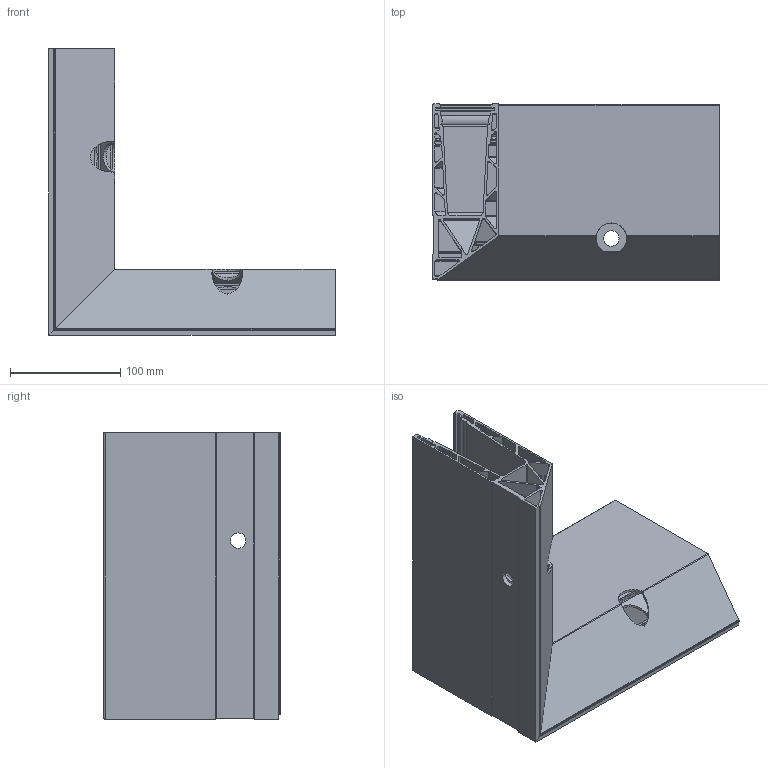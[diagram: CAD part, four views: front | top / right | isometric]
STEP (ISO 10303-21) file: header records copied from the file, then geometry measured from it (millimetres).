
FILE_DESCRIPTION (( 'STEP AP214' ), '1' );
FILE_NAME ('AL-0011-LIGHT-N-E-90-IN.STEP', '2024-06-27T12:53:16', ( '' ), ( '' ), 'SwSTEP 2.0', 'SolidWorks 2019', '' );
FILE_SCHEMA (( 'AUTOMOTIVE_DESIGN' ));
Length unit declared in the file: millimetre
Products named in the file (1): AL-0011-LIGHT-N-E-90-IN
Bounding box: 260.2 x 160 x 260.2 mm (x, y, z)
Volume: 840859.6 mm3; surface area: 669168.3 mm2
Topology: 1 solids, 1 shells, 537 faces, 1399 edges, 853 vertices
Faces by surface type: cylinder 309, plane 228
Entity records: 16682 total; most frequent: CARTESIAN_POINT 3944, ORIENTED_EDGE 2798, DIRECTION 2516, EDGE_CURVE 1399, LINE 874, VECTOR 874, VERTEX_POINT 853, AXIS2_PLACEMENT_3D 821
